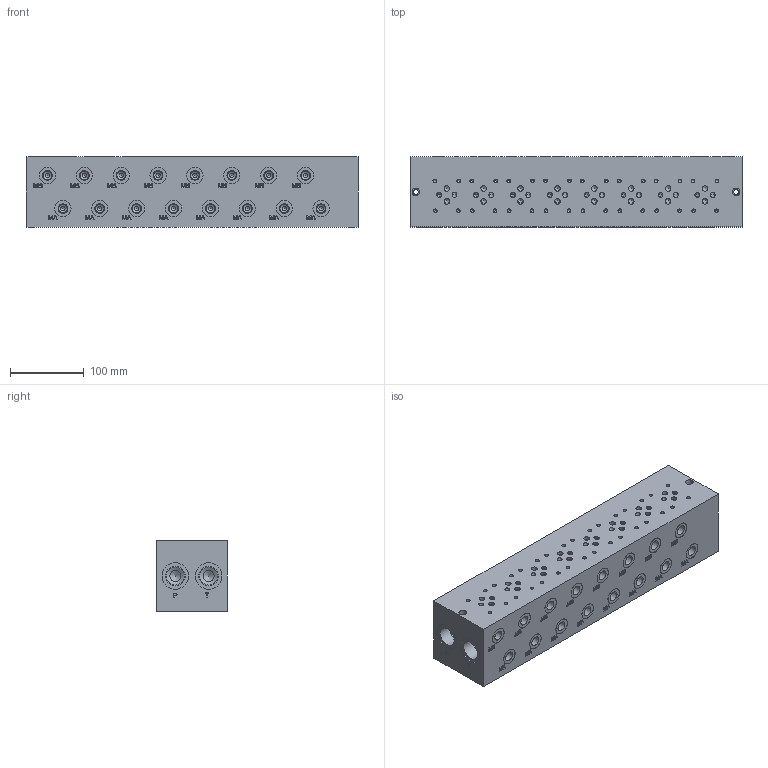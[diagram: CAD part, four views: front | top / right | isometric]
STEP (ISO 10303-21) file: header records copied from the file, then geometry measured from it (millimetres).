
FILE_DESCRIPTION(/* description */ (''),/* implementation_level */ '2;1');
FILE_NAME(/* name */ 'DM253_8YM.stp',/* time_stamp */ '2016-02-20T08:53:39+01:00',/* author */ ('Ufftec3'),/* organization */ (''),/* preprocessor_version */ 'ST-DEVELOPER v16.1',/* originating_system */ 'Autodesk Inventor 2016',/* authorisation */ '');
FILE_SCHEMA (('AUTOMOTIVE_DESIGN { 1 0 10303 214 3 1 1 }'));
Length unit declared in the file: millimetre
Products named in the file (1): DM253_8YM_Stp
Bounding box: 450 x 95 x 95 mm (x, y, z)
Volume: 3817056.2 mm3; surface area: 248920.2 mm2
Topology: 1 solids, 1 shells, 1430 faces, 3581 edges, 2365 vertices
Faces by surface type: plane 794, cylinder 256, bspline 238, cone 142
Full cylindrical faces by diameter (mm): 4.2 x32, 5 x32, 6 x16, 6.5 x18, 7.5 x32, 8.5 x4, 10 x4, 10.5 x2, 11.5 x16, 13.2 x17, 15 x3, 19 x16, 20.955 x16, 22 x17, 24.5 x3, 26.441 x4, 30 x16, 36 x4
Entity records: 39805 total; most frequent: CARTESIAN_POINT 9714, ORIENTED_EDGE 5954, DIRECTION 5385, EDGE_CURVE 2977, VERTEX_POINT 2152, EDGE_LOOP 2039, LINE 1975, VECTOR 1975
